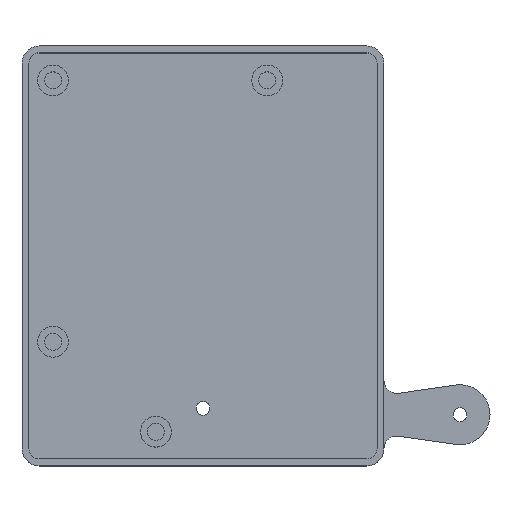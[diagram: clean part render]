
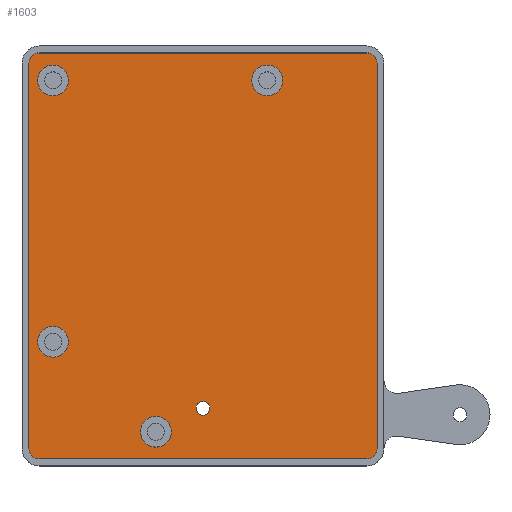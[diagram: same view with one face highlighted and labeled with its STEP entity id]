
A CAD part, top view. The second image highlights one B-rep face of the part: STEP entity #1603.
In plain terms, the highlighted planar face has unit normal (0, 0, 1).
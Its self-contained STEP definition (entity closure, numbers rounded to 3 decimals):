
#744 = VERTEX_POINT('',#745);
#745 = CARTESIAN_POINT('',(1.6,-35.531,2.4));
#751 = EDGE_CURVE('',#744,#744,#752,.T.);
#752 = CIRCLE('',#753,1.6);
#753 = AXIS2_PLACEMENT_3D('',#754,#755,#756);
#754 = CARTESIAN_POINT('',(0.,-35.531,2.4));
#755 = DIRECTION('',(0.,0.,1.));
#756 = DIRECTION('',(1.,0.,0.));
#1603 = ADVANCED_FACE('',(#1604,#1674,#1685,#1688,#1699,#1710),#1721,.T.
  );
#1604 = FACE_BOUND('',#1605,.T.);
#1605 = EDGE_LOOP('',(#1606,#1617,#1625,#1634,#1642,#1651,#1659,#1668));
#1606 = ORIENTED_EDGE('',*,*,#1607,.T.);
#1607 = EDGE_CURVE('',#1608,#1610,#1612,.T.);
#1608 = VERTEX_POINT('',#1609);
#1609 = CARTESIAN_POINT('',(-40.65,-45.,2.4));
#1610 = VERTEX_POINT('',#1611);
#1611 = CARTESIAN_POINT('',(-38.25,-47.4,2.4));
#1612 = CIRCLE('',#1613,2.4);
#1613 = AXIS2_PLACEMENT_3D('',#1614,#1615,#1616);
#1614 = CARTESIAN_POINT('',(-38.25,-45.,2.4));
#1615 = DIRECTION('',(0.,0.,1.));
#1616 = DIRECTION('',(1.,0.,0.));
#1617 = ORIENTED_EDGE('',*,*,#1618,.T.);
#1618 = EDGE_CURVE('',#1610,#1619,#1621,.T.);
#1619 = VERTEX_POINT('',#1620);
#1620 = CARTESIAN_POINT('',(38.25,-47.4,2.4));
#1621 = LINE('',#1622,#1623);
#1622 = CARTESIAN_POINT('',(-38.25,-47.4,2.4));
#1623 = VECTOR('',#1624,1.);
#1624 = DIRECTION('',(1.,0.,0.));
#1625 = ORIENTED_EDGE('',*,*,#1626,.T.);
#1626 = EDGE_CURVE('',#1619,#1627,#1629,.T.);
#1627 = VERTEX_POINT('',#1628);
#1628 = CARTESIAN_POINT('',(40.65,-45.,2.4));
#1629 = CIRCLE('',#1630,2.4);
#1630 = AXIS2_PLACEMENT_3D('',#1631,#1632,#1633);
#1631 = CARTESIAN_POINT('',(38.25,-45.,2.4));
#1632 = DIRECTION('',(0.,0.,1.));
#1633 = DIRECTION('',(1.,0.,0.));
#1634 = ORIENTED_EDGE('',*,*,#1635,.T.);
#1635 = EDGE_CURVE('',#1627,#1636,#1638,.T.);
#1636 = VERTEX_POINT('',#1637);
#1637 = CARTESIAN_POINT('',(40.65,45.,2.4));
#1638 = LINE('',#1639,#1640);
#1639 = CARTESIAN_POINT('',(40.65,-45.,2.4));
#1640 = VECTOR('',#1641,1.);
#1641 = DIRECTION('',(0.,1.,0.));
#1642 = ORIENTED_EDGE('',*,*,#1643,.T.);
#1643 = EDGE_CURVE('',#1636,#1644,#1646,.T.);
#1644 = VERTEX_POINT('',#1645);
#1645 = CARTESIAN_POINT('',(38.25,47.4,2.4));
#1646 = CIRCLE('',#1647,2.4);
#1647 = AXIS2_PLACEMENT_3D('',#1648,#1649,#1650);
#1648 = CARTESIAN_POINT('',(38.25,45.,2.4));
#1649 = DIRECTION('',(0.,0.,1.));
#1650 = DIRECTION('',(1.,0.,0.));
#1651 = ORIENTED_EDGE('',*,*,#1652,.T.);
#1652 = EDGE_CURVE('',#1644,#1653,#1655,.T.);
#1653 = VERTEX_POINT('',#1654);
#1654 = CARTESIAN_POINT('',(-38.25,47.4,2.4));
#1655 = LINE('',#1656,#1657);
#1656 = CARTESIAN_POINT('',(38.25,47.4,2.4));
#1657 = VECTOR('',#1658,1.);
#1658 = DIRECTION('',(-1.,0.,0.));
#1659 = ORIENTED_EDGE('',*,*,#1660,.T.);
#1660 = EDGE_CURVE('',#1653,#1661,#1663,.T.);
#1661 = VERTEX_POINT('',#1662);
#1662 = CARTESIAN_POINT('',(-40.65,45.,2.4));
#1663 = CIRCLE('',#1664,2.4);
#1664 = AXIS2_PLACEMENT_3D('',#1665,#1666,#1667);
#1665 = CARTESIAN_POINT('',(-38.25,45.,2.4));
#1666 = DIRECTION('',(0.,0.,1.));
#1667 = DIRECTION('',(1.,0.,0.));
#1668 = ORIENTED_EDGE('',*,*,#1669,.T.);
#1669 = EDGE_CURVE('',#1661,#1608,#1670,.T.);
#1670 = LINE('',#1671,#1672);
#1671 = CARTESIAN_POINT('',(-40.65,45.,2.4));
#1672 = VECTOR('',#1673,1.);
#1673 = DIRECTION('',(0.,-1.,0.));
#1674 = FACE_BOUND('',#1675,.T.);
#1675 = EDGE_LOOP('',(#1676));
#1676 = ORIENTED_EDGE('',*,*,#1677,.F.);
#1677 = EDGE_CURVE('',#1678,#1678,#1680,.T.);
#1678 = VERTEX_POINT('',#1679);
#1679 = CARTESIAN_POINT('',(-7.4,-41.,2.4));
#1680 = CIRCLE('',#1681,3.6);
#1681 = AXIS2_PLACEMENT_3D('',#1682,#1683,#1684);
#1682 = CARTESIAN_POINT('',(-11.,-41.,2.4));
#1683 = DIRECTION('',(0.,0.,1.));
#1684 = DIRECTION('',(1.,0.,0.));
#1685 = FACE_BOUND('',#1686,.T.);
#1686 = EDGE_LOOP('',(#1687));
#1687 = ORIENTED_EDGE('',*,*,#751,.F.);
#1688 = FACE_BOUND('',#1689,.T.);
#1689 = EDGE_LOOP('',(#1690));
#1690 = ORIENTED_EDGE('',*,*,#1691,.F.);
#1691 = EDGE_CURVE('',#1692,#1692,#1694,.T.);
#1692 = VERTEX_POINT('',#1693);
#1693 = CARTESIAN_POINT('',(-31.4,-20.,2.4));
#1694 = CIRCLE('',#1695,3.6);
#1695 = AXIS2_PLACEMENT_3D('',#1696,#1697,#1698);
#1696 = CARTESIAN_POINT('',(-35.,-20.,2.4));
#1697 = DIRECTION('',(0.,0.,1.));
#1698 = DIRECTION('',(1.,0.,0.));
#1699 = FACE_BOUND('',#1700,.T.);
#1700 = EDGE_LOOP('',(#1701));
#1701 = ORIENTED_EDGE('',*,*,#1702,.F.);
#1702 = EDGE_CURVE('',#1703,#1703,#1705,.T.);
#1703 = VERTEX_POINT('',#1704);
#1704 = CARTESIAN_POINT('',(-31.4,41.,2.4));
#1705 = CIRCLE('',#1706,3.6);
#1706 = AXIS2_PLACEMENT_3D('',#1707,#1708,#1709);
#1707 = CARTESIAN_POINT('',(-35.,41.,2.4));
#1708 = DIRECTION('',(0.,0.,1.));
#1709 = DIRECTION('',(1.,0.,0.));
#1710 = FACE_BOUND('',#1711,.T.);
#1711 = EDGE_LOOP('',(#1712));
#1712 = ORIENTED_EDGE('',*,*,#1713,.F.);
#1713 = EDGE_CURVE('',#1714,#1714,#1716,.T.);
#1714 = VERTEX_POINT('',#1715);
#1715 = CARTESIAN_POINT('',(18.6,41.,2.4));
#1716 = CIRCLE('',#1717,3.6);
#1717 = AXIS2_PLACEMENT_3D('',#1718,#1719,#1720);
#1718 = CARTESIAN_POINT('',(15.,41.,2.4));
#1719 = DIRECTION('',(0.,0.,1.));
#1720 = DIRECTION('',(1.,0.,0.));
#1721 = PLANE('',#1722);
#1722 = AXIS2_PLACEMENT_3D('',#1723,#1724,#1725);
#1723 = CARTESIAN_POINT('',(7.46,-5.323,2.4));
#1724 = DIRECTION('',(0.,0.,1.));
#1725 = DIRECTION('',(1.,0.,0.));
